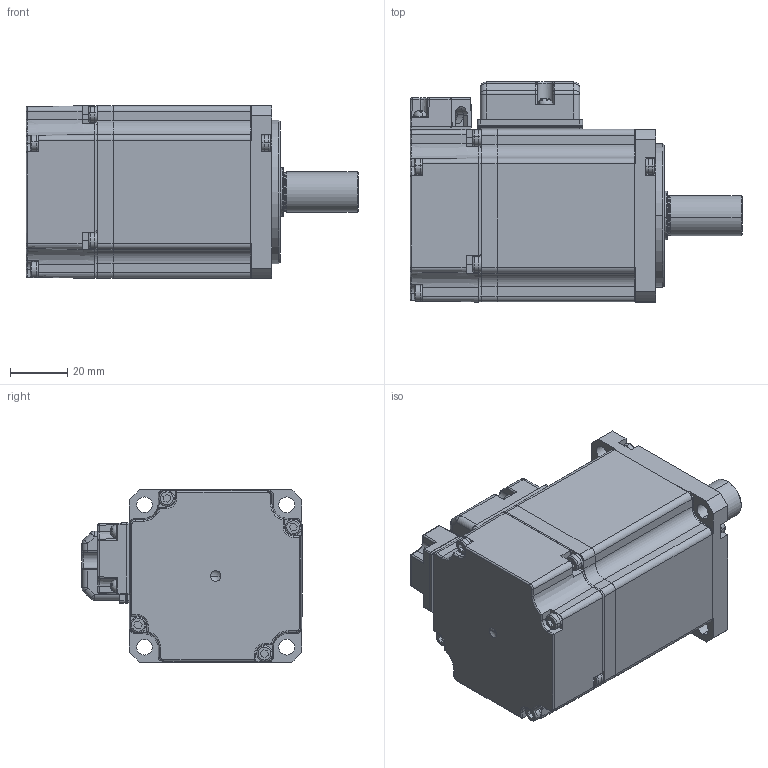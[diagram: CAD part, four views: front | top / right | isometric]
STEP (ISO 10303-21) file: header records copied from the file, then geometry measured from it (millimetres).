
FILE_DESCRIPTION (( 'STEP AP203' ), '1' );
FILE_NAME ('EM1-200W.STEP', '2019-12-03T02:54:06', ( '' ), ( '' ), 'SwSTEP 2.0', 'SolidWorks 2015', '' );
FILE_SCHEMA (( 'CONFIG_CONTROL_DESIGN' ));
Length unit declared in the file: millimetre
Products named in the file (1): EM1-200W
Bounding box: 115.5 x 76.55 x 60.1 mm (x, y, z)
Surface area: 41724.9 mm2 (no closed solid volume)
Topology: 0 solids, 36 shells, 706 faces, 2242 edges, 1526 vertices
Faces by surface type: plane 307, cylinder 219, cone 70, torus 63, sphere 29, bspline 18
Entity records: 26254 total; most frequent: CARTESIAN_POINT 6467, DIRECTION 4337, ORIENTED_EDGE 3726, EDGE_CURVE 2204, AXIS2_PLACEMENT_3D 1588, VERTEX_POINT 1514, VECTOR 1161, LINE 1161
